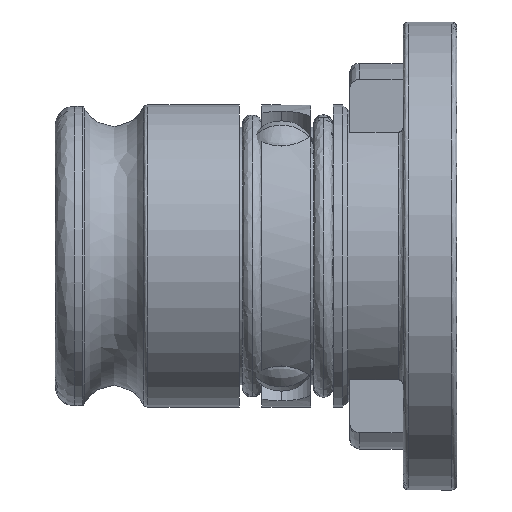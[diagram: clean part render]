
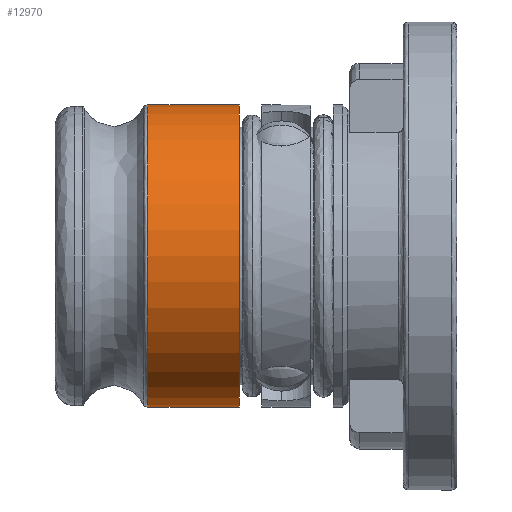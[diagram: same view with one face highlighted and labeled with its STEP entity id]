
A CAD part, left-side view. The second image highlights one B-rep face of the part: STEP entity #12970.
In plain terms, the highlighted cylindrical face has radius 15.5 mm (diameter 31 mm), a partial arc.
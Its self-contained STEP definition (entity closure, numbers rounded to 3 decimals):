
#304 = CARTESIAN_POINT ( 'NONE',  ( 0., 0., -15.5 ) ) ;
#1019 = VERTEX_POINT ( 'NONE', #1994 ) ;
#1456 = DIRECTION ( 'NONE',  ( 0., -1., 0. ) ) ;
#1569 = AXIS2_PLACEMENT_3D ( 'NONE', #8936, #10328, #9282 ) ;
#1994 = CARTESIAN_POINT ( 'NONE',  ( 0., 31.69, 15.5 ) ) ;
#3375 = CARTESIAN_POINT ( 'NONE',  ( 0., 22.3, 0. ) ) ;
#3434 = CIRCLE ( 'NONE', #11787, 15.5 ) ;
#3723 = EDGE_CURVE ( 'NONE', #10026, #7724, #3434, .T. ) ;
#4077 = DIRECTION ( 'NONE',  ( 0., 0., -1. ) ) ;
#4488 = DIRECTION ( 'NONE',  ( 0., 0., -1. ) ) ;
#5168 = CARTESIAN_POINT ( 'NONE',  ( 0., 31.69, 0. ) ) ;
#5937 = EDGE_CURVE ( 'NONE', #1019, #7724, #11709, .T. ) ;
#6080 = CYLINDRICAL_SURFACE ( 'NONE', #1569, 15.5 ) ;
#6602 = ORIENTED_EDGE ( 'NONE', *, *, #5937, .F. ) ;
#7724 = VERTEX_POINT ( 'NONE', #11704 ) ;
#7733 = FACE_OUTER_BOUND ( 'NONE', #12271, .T. ) ;
#7917 = ORIENTED_EDGE ( 'NONE', *, *, #12622, .T. ) ;
#8013 = DIRECTION ( 'NONE',  ( 0., -1., 0. ) ) ;
#8101 = CARTESIAN_POINT ( 'NONE',  ( 0., 0., 15.5 ) ) ;
#8169 = VECTOR ( 'NONE', #1456, 1000. ) ;
#8936 = CARTESIAN_POINT ( 'NONE',  ( 0., 0., 0. ) ) ;
#9282 = DIRECTION ( 'NONE',  ( 0., 0., -1. ) ) ;
#10026 = VERTEX_POINT ( 'NONE', #13371 ) ;
#10114 = EDGE_CURVE ( 'NONE', #10230, #10026, #11420, .T. ) ;
#10230 = VERTEX_POINT ( 'NONE', #13829 ) ;
#10328 = DIRECTION ( 'NONE',  ( 0., -1., 0. ) ) ;
#10855 = CIRCLE ( 'NONE', #15022, 15.5 ) ;
#11420 = LINE ( 'NONE', #304, #12464 ) ;
#11704 = CARTESIAN_POINT ( 'NONE',  ( 0., 22.3, 15.5 ) ) ;
#11709 = LINE ( 'NONE', #8101, #8169 ) ;
#11787 = AXIS2_PLACEMENT_3D ( 'NONE', #3375, #12494, #4488 ) ;
#12271 = EDGE_LOOP ( 'NONE', ( #6602, #7917, #13385, #16654 ) ) ;
#12464 = VECTOR ( 'NONE', #14821, 1000. ) ;
#12494 = DIRECTION ( 'NONE',  ( 0., 1., 0. ) ) ;
#12622 = EDGE_CURVE ( 'NONE', #1019, #10230, #10855, .T. ) ;
#12970 = ADVANCED_FACE ( 'NONE', ( #7733 ), #6080, .T. ) ;
#13371 = CARTESIAN_POINT ( 'NONE',  ( 0., 22.3, -15.5 ) ) ;
#13385 = ORIENTED_EDGE ( 'NONE', *, *, #10114, .T. ) ;
#13829 = CARTESIAN_POINT ( 'NONE',  ( 0., 31.69, -15.5 ) ) ;
#14821 = DIRECTION ( 'NONE',  ( 0., -1., 0. ) ) ;
#15022 = AXIS2_PLACEMENT_3D ( 'NONE', #5168, #8013, #4077 ) ;
#16654 = ORIENTED_EDGE ( 'NONE', *, *, #3723, .T. ) ;
